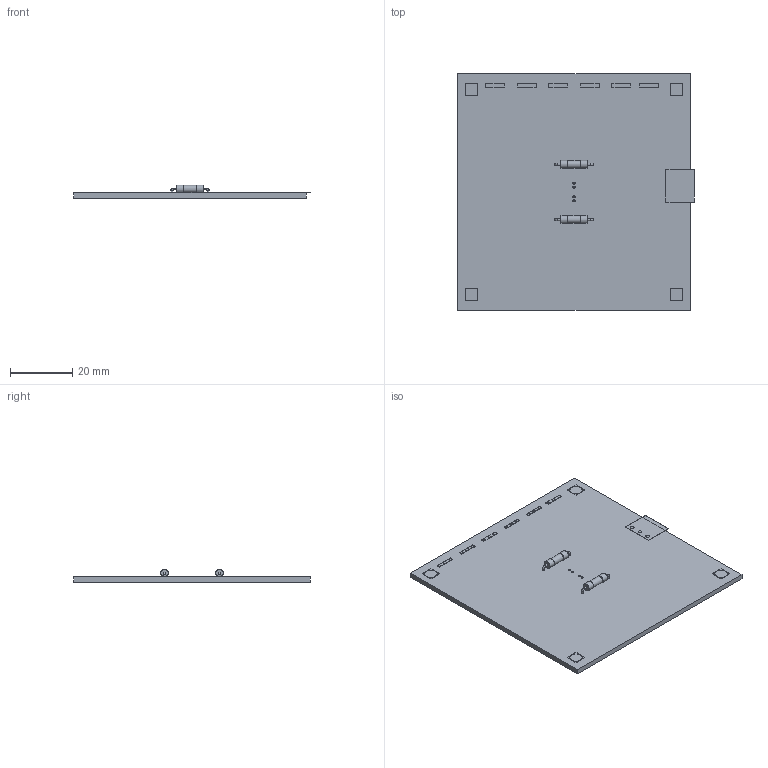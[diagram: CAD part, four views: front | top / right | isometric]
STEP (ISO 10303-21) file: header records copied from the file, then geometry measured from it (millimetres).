
FILE_DESCRIPTION(/* description */ (''),/* implementation_level */ '2;1');
FILE_NAME(/* name */ '7c180053-a1ec-44f4-849f-b365d89161d5.stp',/* time_stamp */ '2020-07-22T20:40:37+00:00',/* author */ (''),/* organization */ (''),/* preprocessor_version */ 'ST-DEVELOPER v18.1',/* originating_system */ 'Autodesk Translation Framework v9.3.0.1241',/* authorisation */ '');
FILE_SCHEMA (('AUTOMOTIVE_DESIGN { 1 0 10303 214 3 1 1 }'));
Length unit declared in the file: millimetre
Products named in the file (8): 7c180053-a1ec-44f4-849f-b365d89161d5; PCB Component; Board; 1X03-CLEANBIG; 10k; STANDOFF_ELECTRICAL5-32; OPB732; CONN_03
Assembly tree (16 placements, depth 3):
  7c180053-a1ec-44f4-849f-b365d89161d5
    PCB Component
      Board
      1X03-CLEANBIG  x6
      10k  x2
      STANDOFF_ELECTRICAL5-32  x4
      OPB732
      CONN_03
Bounding box: 76.22 x 76.2 x 4.42 mm (x, y, z)
Volume: 9534.1 mm3; surface area: 12752.1 mm2
Topology: 15 solids, 15 shells, 149 faces, 339 edges, 224 vertices
Faces by surface type: plane 86, cylinder 47, torus 16
Full cylindrical faces by diameter (mm): 0.63 x8, 0.7 x4, 0.83 x4, 1.016 x18, 1.2 x3, 2.375 x2, 2.5 x4, 3.969 x4
Entity records: 3000 total; most frequent: DIRECTION 514, CARTESIAN_POINT 440, ORIENTED_EDGE 402, AXIS2_PLACEMENT_3D 207, EDGE_CURVE 201, EDGE_LOOP 150, VERTEX_POINT 133, CIRCLE 101
